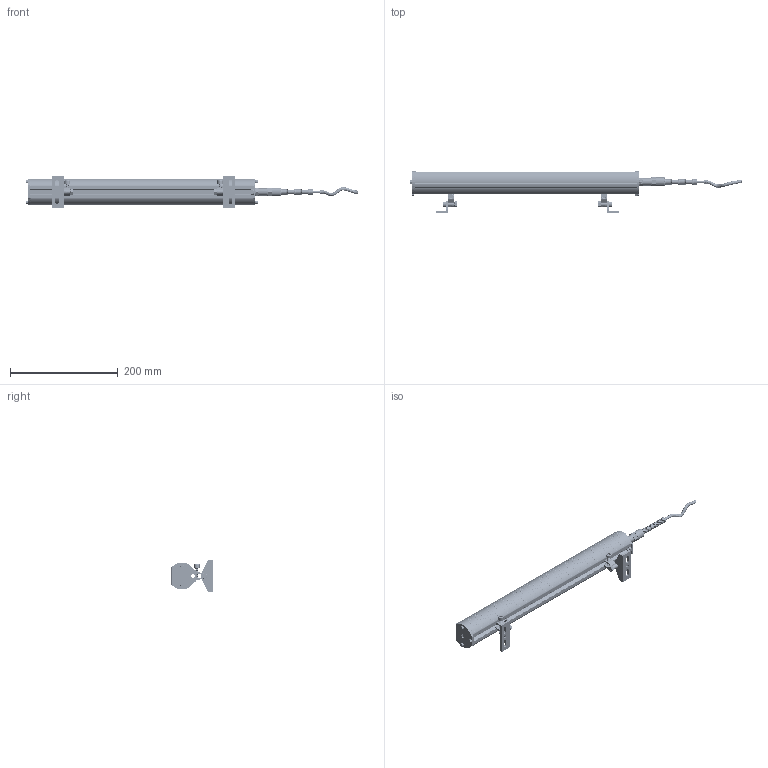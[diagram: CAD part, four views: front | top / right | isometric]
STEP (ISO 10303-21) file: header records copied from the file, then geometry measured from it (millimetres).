
FILE_DESCRIPTION((''),'2;1');
FILE_NAME('F9-400_ASM_ASM','2021-06-22T',('diaodiao'),(''),'CREO PARAMETRIC BY PTC INC, 2016050','CREO PARAMETRIC BY PTC INC, 2016050','');
FILE_SCHEMA(('CONFIG_CONTROL_DESIGN'));
Products named in the file (17): F1-DT-4_97; F1-FSDP-2_20; F1-XC-2_26; F1-BL-2_6; F1-DP_3; F1-GXLM_45; F1-PG_6; F1-JSDP_2; F1-GXJS_5; M4-16_3; M6-LM_2; F1-DJJ-2_51; F1-ZJ-3_8; M6-16_7; DIANYUAN_2; F9-400_ASM_6_ASM; F9-400_ASM_ASM
Assembly tree (29 placements, depth 3):
  F9-400_ASM_ASM
    F9-400_ASM_6_ASM
      F1-DT-4_97
      F1-FSDP-2_20  x2
      F1-XC-2_26  x2
      F1-BL-2_6
      F1-DP_3
      F1-GXLM_45
      F1-PG_6
      F1-JSDP_2
      F1-GXJS_5
      M4-16_3  x4
      M6-LM_2  x3
      F1-DJJ-2_51  x2
      F1-ZJ-3_8  x2
      M6-16_7  x4
      DIANYUAN_2  x2
Bounding box: 616.6 x 78 x 60 mm (x, y, z)
Surface area: 183281.6 mm2 (no closed solid volume)
Topology: 0 solids, 29 shells, 2161 faces, 5664 edges, 3707 vertices
Faces by surface type: cylinder 1120, plane 564, bspline 243, torus 156, cone 67, sphere 8, extrusion 3
Entity records: 66451 total; most frequent: CARTESIAN_POINT 35343, DIRECTION 6593, ORIENTED_EDGE 6384, EDGE_CURVE 3192, AXIS2_PLACEMENT_3D 2702, VERTEX_POINT 2112, CIRCLE 1458, EDGE_LOOP 1436
